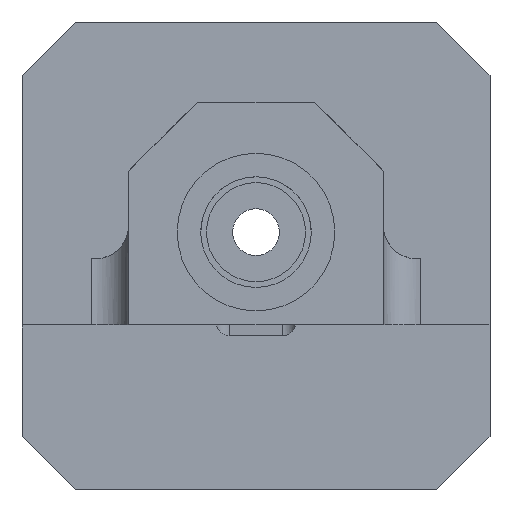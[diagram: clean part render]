
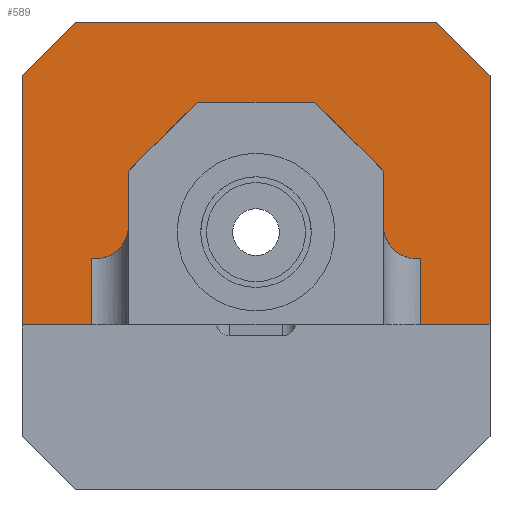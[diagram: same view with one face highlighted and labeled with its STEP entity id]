
A CAD part, front view. The second image highlights one B-rep face of the part: STEP entity #589.
In plain terms, the highlighted planar face has unit normal (0, -1, 0).
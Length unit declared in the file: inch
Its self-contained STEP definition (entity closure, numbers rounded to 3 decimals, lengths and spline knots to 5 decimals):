
#3 = ORIENTED_EDGE ( 'NONE', *, *, #612, .F. ) ;
#60 = CARTESIAN_POINT ( 'NONE',  ( -0.441, 0., 0.341 ) ) ;
#69 = EDGE_CURVE ( 'NONE', #2103, #141, #379, .T. ) ;
#87 = DIRECTION ( 'NONE',  ( 0., 0., -1. ) ) ;
#100 = VECTOR ( 'NONE', #1593, 39.37008 ) ;
#101 = LINE ( 'NONE', #763, #1940 ) ;
#111 = VECTOR ( 'NONE', #253, 39.37008 ) ;
#113 = DIRECTION ( 'NONE',  ( 0., 0., 1. ) ) ;
#141 = VERTEX_POINT ( 'NONE', #1240 ) ;
#164 = LINE ( 'NONE', #1991, #1704 ) ;
#166 = CARTESIAN_POINT ( 'NONE',  ( 0.24, 0., 0.16 ) ) ;
#173 = CARTESIAN_POINT ( 'NONE',  ( 0.31, 0., -0.13 ) ) ;
#192 = ORIENTED_EDGE ( 'NONE', *, *, #458, .F. ) ;
#193 = CARTESIAN_POINT ( 'NONE',  ( -0.441, 0., -0.341 ) ) ;
#204 = VECTOR ( 'NONE', #909, 39.37008 ) ;
#210 = DIRECTION ( 'NONE',  ( -0.707, 0., 0.707 ) ) ;
#218 = DIRECTION ( 'NONE',  ( 0., 0., -1. ) ) ;
#225 = DIRECTION ( 'NONE',  ( 0., 0., 1. ) ) ;
#237 = VECTOR ( 'NONE', #851, 39.37008 ) ;
#238 = LINE ( 'NONE', #246, #100 ) ;
#246 = CARTESIAN_POINT ( 'NONE',  ( 0., 0., -0.13 ) ) ;
#253 = DIRECTION ( 'NONE',  ( -1., 0., 0. ) ) ;
#281 = CARTESIAN_POINT ( 'NONE',  ( 0.31, 0., 0. ) ) ;
#338 = CARTESIAN_POINT ( 'NONE',  ( 0.441, 0., -0.341 ) ) ;
#366 = VERTEX_POINT ( 'NONE', #1517 ) ;
#378 = CARTESIAN_POINT ( 'NONE',  ( -0.303, 0., 0.05761 ) ) ;
#379 = LINE ( 'NONE', #1049, #1337 ) ;
#404 = CARTESIAN_POINT ( 'NONE',  ( 0.303, 0., 0.05761 ) ) ;
#414 = LINE ( 'NONE', #768, #111 ) ;
#424 = CARTESIAN_POINT ( 'NONE',  ( 0., 0., 0. ) ) ;
#426 = VERTEX_POINT ( 'NONE', #1384 ) ;
#445 = EDGE_CURVE ( 'NONE', #2017, #366, #1724, .T. ) ;
#448 = FACE_OUTER_BOUND ( 'NONE', #509, .T. ) ;
#458 = EDGE_CURVE ( 'NONE', #1986, #1221, #1197, .T. ) ;
#509 = EDGE_LOOP ( 'NONE', ( #970, #1283, #1040, #1961, #1072, #1711, #1314, #1368, #540, #192, #597, #3, #1550, #1505, #840, #1975 ) ) ;
#540 = ORIENTED_EDGE ( 'NONE', *, *, #1877, .F. ) ;
#553 = LINE ( 'NONE', #1524, #1015 ) ;
#554 = AXIS2_PLACEMENT_3D ( 'NONE', #404, #1422, #87 ) ;
#583 = CARTESIAN_POINT ( 'NONE',  ( -0.441, 0., -0.13 ) ) ;
#589 = ADVANCED_FACE ( 'NONE', ( #448 ), #1586, .T. ) ;
#597 = ORIENTED_EDGE ( 'NONE', *, *, #647, .F. ) ;
#605 = VERTEX_POINT ( 'NONE', #1621 ) ;
#610 = DIRECTION ( 'NONE',  ( 1., 0., 0. ) ) ;
#612 = EDGE_CURVE ( 'NONE', #141, #1472, #414, .T. ) ;
#636 = EDGE_CURVE ( 'NONE', #1653, #1567, #1113, .T. ) ;
#647 = EDGE_CURVE ( 'NONE', #1472, #1986, #1928, .T. ) ;
#683 = VECTOR ( 'NONE', #1831, 39.37008 ) ;
#763 = CARTESIAN_POINT ( 'NONE',  ( 0.24, 0., 0. ) ) ;
#768 = CARTESIAN_POINT ( 'NONE',  ( 0., 0., 0.29 ) ) ;
#789 = AXIS2_PLACEMENT_3D ( 'NONE', #378, #1377, #218 ) ;
#840 = ORIENTED_EDGE ( 'NONE', *, *, #636, .F. ) ;
#851 = DIRECTION ( 'NONE',  ( 0.707, 0., 0.707 ) ) ;
#887 = EDGE_CURVE ( 'NONE', #1817, #426, #553, .T. ) ;
#909 = DIRECTION ( 'NONE',  ( 0., 0., 1. ) ) ;
#913 = DIRECTION ( 'NONE',  ( -1., 0., 0. ) ) ;
#934 = DIRECTION ( 'NONE',  ( -0.707, 0., -0.707 ) ) ;
#969 = CARTESIAN_POINT ( 'NONE',  ( -0.24, 0., 0.16 ) ) ;
#970 = ORIENTED_EDGE ( 'NONE', *, *, #1794, .F. ) ;
#1015 = VECTOR ( 'NONE', #1846, 39.37008 ) ;
#1024 = LINE ( 'NONE', #60, #237 ) ;
#1039 = EDGE_CURVE ( 'NONE', #605, #1882, #1078, .T. ) ;
#1040 = ORIENTED_EDGE ( 'NONE', *, *, #887, .F. ) ;
#1049 = CARTESIAN_POINT ( 'NONE',  ( 0.2, 0., 0.2 ) ) ;
#1053 = EDGE_CURVE ( 'NONE', #1999, #1817, #164, .T. ) ;
#1072 = ORIENTED_EDGE ( 'NONE', *, *, #1816, .F. ) ;
#1077 = LINE ( 'NONE', #281, #204 ) ;
#1078 = LINE ( 'NONE', #1086, #1416 ) ;
#1081 = CARTESIAN_POINT ( 'NONE',  ( -0.2, 0., 0.2 ) ) ;
#1086 = CARTESIAN_POINT ( 'NONE',  ( -0.31, 0., 0. ) ) ;
#1113 = CIRCLE ( 'NONE', #554, 0.063 ) ;
#1177 = CARTESIAN_POINT ( 'NONE',  ( -0.24, 0., 0.05761 ) ) ;
#1197 = LINE ( 'NONE', #2038, #1757 ) ;
#1221 = VERTEX_POINT ( 'NONE', #1177 ) ;
#1240 = CARTESIAN_POINT ( 'NONE',  ( 0.11, 0., 0.29 ) ) ;
#1267 = VERTEX_POINT ( 'NONE', #173 ) ;
#1283 = ORIENTED_EDGE ( 'NONE', *, *, #2039, .F. ) ;
#1291 = VERTEX_POINT ( 'NONE', #1328 ) ;
#1298 = VECTOR ( 'NONE', #225, 39.37008 ) ;
#1314 = ORIENTED_EDGE ( 'NONE', *, *, #1480, .F. ) ;
#1328 = CARTESIAN_POINT ( 'NONE',  ( 0.441, 0., -0.13 ) ) ;
#1337 = VECTOR ( 'NONE', #210, 39.37008 ) ;
#1368 = ORIENTED_EDGE ( 'NONE', *, *, #1039, .F. ) ;
#1377 = DIRECTION ( 'NONE',  ( 0., 1., 0. ) ) ;
#1384 = CARTESIAN_POINT ( 'NONE',  ( 0.441, 0., 0.341 ) ) ;
#1416 = VECTOR ( 'NONE', #1896, 39.37008 ) ;
#1422 = DIRECTION ( 'NONE',  ( 0., 1., 0. ) ) ;
#1444 = DIRECTION ( 'NONE',  ( 0., -1., 0. ) ) ;
#1465 = AXIS2_PLACEMENT_3D ( 'NONE', #424, #1444, #1612 ) ;
#1472 = VERTEX_POINT ( 'NONE', #1903 ) ;
#1480 = EDGE_CURVE ( 'NONE', #1882, #2017, #238, .T. ) ;
#1497 = EDGE_CURVE ( 'NONE', #1267, #1653, #1077, .T. ) ;
#1505 = ORIENTED_EDGE ( 'NONE', *, *, #1592, .F. ) ;
#1517 = CARTESIAN_POINT ( 'NONE',  ( -0.441, 0., 0.341 ) ) ;
#1524 = CARTESIAN_POINT ( 'NONE',  ( 0.341, 0., 0.441 ) ) ;
#1549 = LINE ( 'NONE', #2009, #2010 ) ;
#1550 = ORIENTED_EDGE ( 'NONE', *, *, #69, .F. ) ;
#1567 = VERTEX_POINT ( 'NONE', #2073 ) ;
#1586 = PLANE ( 'NONE',  #1465 ) ;
#1592 = EDGE_CURVE ( 'NONE', #1567, #2103, #101, .T. ) ;
#1593 = DIRECTION ( 'NONE',  ( -1., 0., 0. ) ) ;
#1612 = DIRECTION ( 'NONE',  ( 0., 0., -1. ) ) ;
#1621 = CARTESIAN_POINT ( 'NONE',  ( -0.31, 0., -0.005 ) ) ;
#1653 = VERTEX_POINT ( 'NONE', #1673 ) ;
#1673 = CARTESIAN_POINT ( 'NONE',  ( 0.31, 0., -0.005 ) ) ;
#1681 = CARTESIAN_POINT ( 'NONE',  ( 0.341, 0., 0.441 ) ) ;
#1704 = VECTOR ( 'NONE', #610, 39.37008 ) ;
#1711 = ORIENTED_EDGE ( 'NONE', *, *, #445, .F. ) ;
#1724 = LINE ( 'NONE', #193, #1298 ) ;
#1742 = CIRCLE ( 'NONE', #789, 0.063 ) ;
#1757 = VECTOR ( 'NONE', #2059, 39.37008 ) ;
#1794 = EDGE_CURVE ( 'NONE', #1291, #1267, #1549, .T. ) ;
#1816 = EDGE_CURVE ( 'NONE', #366, #1999, #1024, .T. ) ;
#1817 = VERTEX_POINT ( 'NONE', #1681 ) ;
#1831 = DIRECTION ( 'NONE',  ( 0., 0., -1. ) ) ;
#1846 = DIRECTION ( 'NONE',  ( 0.707, 0., -0.707 ) ) ;
#1863 = CARTESIAN_POINT ( 'NONE',  ( -0.31, 0., -0.13 ) ) ;
#1877 = EDGE_CURVE ( 'NONE', #1221, #605, #1742, .T. ) ;
#1882 = VERTEX_POINT ( 'NONE', #1863 ) ;
#1896 = DIRECTION ( 'NONE',  ( 0., 0., -1. ) ) ;
#1903 = CARTESIAN_POINT ( 'NONE',  ( -0.11, 0., 0.29 ) ) ;
#1928 = LINE ( 'NONE', #1081, #2016 ) ;
#1940 = VECTOR ( 'NONE', #113, 39.37008 ) ;
#1961 = ORIENTED_EDGE ( 'NONE', *, *, #1053, .F. ) ;
#1975 = ORIENTED_EDGE ( 'NONE', *, *, #1497, .F. ) ;
#1986 = VERTEX_POINT ( 'NONE', #969 ) ;
#1991 = CARTESIAN_POINT ( 'NONE',  ( -0.341, 0., 0.441 ) ) ;
#1999 = VERTEX_POINT ( 'NONE', #2095 ) ;
#2009 = CARTESIAN_POINT ( 'NONE',  ( 0., 0., -0.13 ) ) ;
#2010 = VECTOR ( 'NONE', #913, 39.37008 ) ;
#2016 = VECTOR ( 'NONE', #934, 39.37008 ) ;
#2017 = VERTEX_POINT ( 'NONE', #583 ) ;
#2038 = CARTESIAN_POINT ( 'NONE',  ( -0.24, 0., 0. ) ) ;
#2039 = EDGE_CURVE ( 'NONE', #426, #1291, #2131, .T. ) ;
#2059 = DIRECTION ( 'NONE',  ( 0., 0., -1. ) ) ;
#2073 = CARTESIAN_POINT ( 'NONE',  ( 0.24, 0., 0.05761 ) ) ;
#2095 = CARTESIAN_POINT ( 'NONE',  ( -0.341, 0., 0.441 ) ) ;
#2103 = VERTEX_POINT ( 'NONE', #166 ) ;
#2131 = LINE ( 'NONE', #338, #683 ) ;
